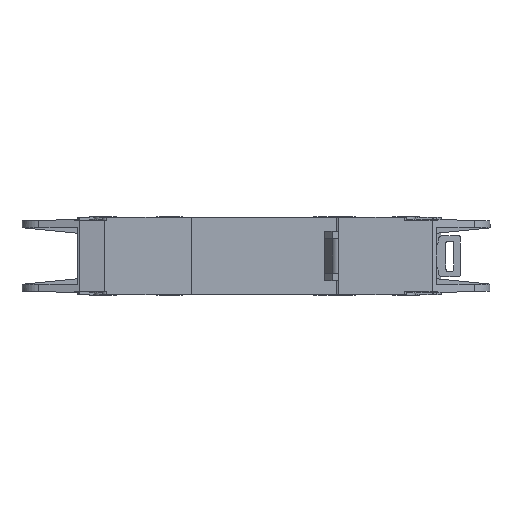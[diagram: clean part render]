
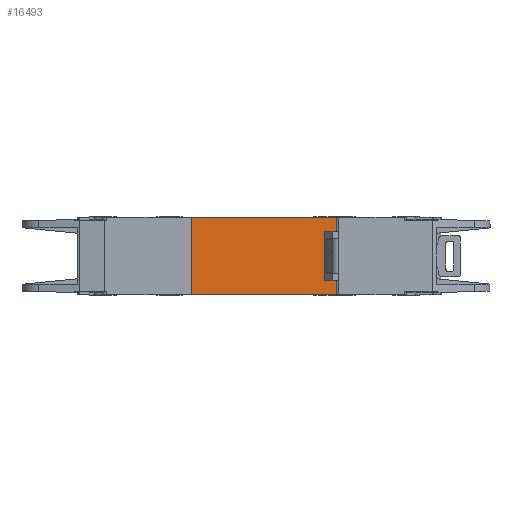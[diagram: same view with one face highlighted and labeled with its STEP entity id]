
A CAD part, front view. The second image highlights one B-rep face of the part: STEP entity #16493.
In plain terms, the highlighted planar face has unit normal (0, -1, 0).
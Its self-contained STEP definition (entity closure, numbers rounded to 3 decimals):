
#210 = VECTOR ( 'NONE', #21727, 1000. ) ;
#254 = VERTEX_POINT ( 'NONE', #1499 ) ;
#1350 = DIRECTION ( 'NONE',  ( -1., 0., 0. ) ) ;
#1469 = LINE ( 'NONE', #9668, #11001 ) ;
#1499 = CARTESIAN_POINT ( 'NONE',  ( 58., 5.5, -8.75 ) ) ;
#3301 = VERTEX_POINT ( 'NONE', #8154 ) ;
#3809 = LINE ( 'NONE', #20186, #18341 ) ;
#4707 = CARTESIAN_POINT ( 'NONE',  ( 22.5, 5.5, -8.75 ) ) ;
#5960 = LINE ( 'NONE', #19858, #210 ) ;
#6931 = ORIENTED_EDGE ( 'NONE', *, *, #8582, .T. ) ;
#7833 = LINE ( 'NONE', #11446, #12874 ) ;
#7923 = FACE_OUTER_BOUND ( 'NONE', #21596, .T. ) ;
#8154 = CARTESIAN_POINT ( 'NONE',  ( 58., 5.5, 8.75 ) ) ;
#8582 = EDGE_CURVE ( 'NONE', #16891, #254, #7833, .T. ) ;
#8950 = CARTESIAN_POINT ( 'NONE',  ( 0., 5.5, 8.75 ) ) ;
#9668 = CARTESIAN_POINT ( 'NONE',  ( 0., 5.5, 8.75 ) ) ;
#9945 = AXIS2_PLACEMENT_3D ( 'NONE', #8950, #20317, #1350 ) ;
#10957 = EDGE_CURVE ( 'NONE', #3301, #254, #5960, .T. ) ;
#11001 = VECTOR ( 'NONE', #19152, 1000. ) ;
#11446 = CARTESIAN_POINT ( 'NONE',  ( 0., 5.5, -8.75 ) ) ;
#12874 = VECTOR ( 'NONE', #13354, 1000. ) ;
#13354 = DIRECTION ( 'NONE',  ( 1., 0., 0. ) ) ;
#14926 = VERTEX_POINT ( 'NONE', #22795 ) ;
#16493 = ADVANCED_FACE ( 'NONE', ( #7923 ), #24054, .F. ) ;
#16891 = VERTEX_POINT ( 'NONE', #4707 ) ;
#18341 = VECTOR ( 'NONE', #22065, 1000. ) ;
#18446 = ORIENTED_EDGE ( 'NONE', *, *, #20138, .F. ) ;
#19152 = DIRECTION ( 'NONE',  ( 1., 0., 0. ) ) ;
#19858 = CARTESIAN_POINT ( 'NONE',  ( 58., 5.5, 8.75 ) ) ;
#20138 = EDGE_CURVE ( 'NONE', #14926, #3301, #1469, .T. ) ;
#20186 = CARTESIAN_POINT ( 'NONE',  ( 22.5, 5.5, 8.75 ) ) ;
#20317 = DIRECTION ( 'NONE',  ( 0., 1., 0. ) ) ;
#21596 = EDGE_LOOP ( 'NONE', ( #6931, #24038, #18446, #23645 ) ) ;
#21727 = DIRECTION ( 'NONE',  ( 0., 0., -1. ) ) ;
#22065 = DIRECTION ( 'NONE',  ( 0., 0., -1. ) ) ;
#22795 = CARTESIAN_POINT ( 'NONE',  ( 22.5, 5.5, 8.75 ) ) ;
#23645 = ORIENTED_EDGE ( 'NONE', *, *, #23904, .T. ) ;
#23904 = EDGE_CURVE ( 'NONE', #14926, #16891, #3809, .T. ) ;
#24038 = ORIENTED_EDGE ( 'NONE', *, *, #10957, .F. ) ;
#24054 = PLANE ( 'NONE',  #9945 ) ;
